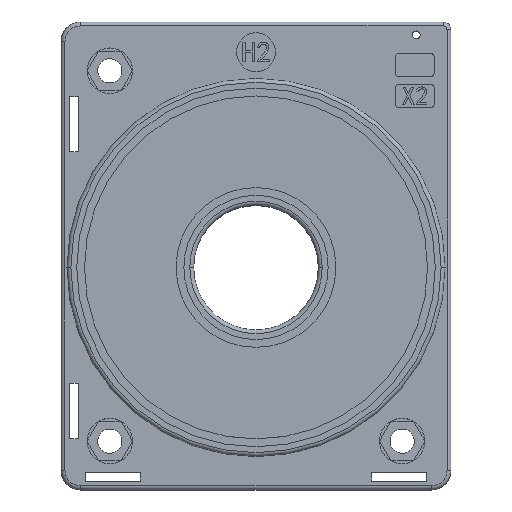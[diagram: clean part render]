
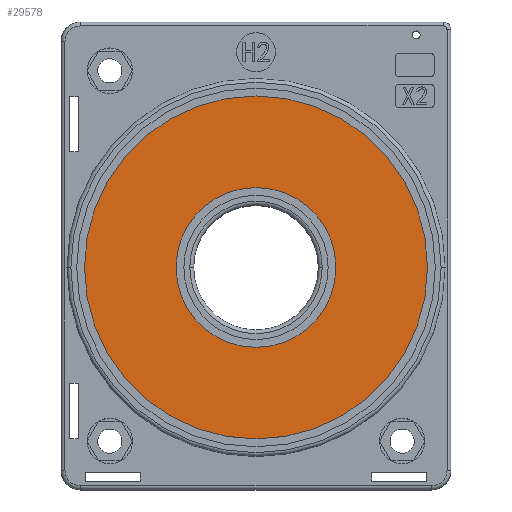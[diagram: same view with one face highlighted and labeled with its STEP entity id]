
A CAD part, top view. The second image highlights one B-rep face of the part: STEP entity #29578.
In plain terms, the highlighted planar face has unit normal (0, 0, 1).
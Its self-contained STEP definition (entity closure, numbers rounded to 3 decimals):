
#713 = CARTESIAN_POINT ( 'NONE',  ( -44., -3., 35. ) ) ;
#1075 = EDGE_CURVE ( 'NONE', #14636, #14499, #4691, .T. ) ;
#1497 = DIRECTION ( 'NONE',  ( 0., -1., 0. ) ) ;
#2039 = EDGE_LOOP ( 'NONE', ( #25182, #21157 ) ) ;
#3745 = EDGE_CURVE ( 'NONE', #25626, #6734, #20273, .T. ) ;
#4239 = CARTESIAN_POINT ( 'NONE',  ( 20.5, -3., 35. ) ) ;
#4691 = CIRCLE ( 'NONE', #26737, 20.5 ) ;
#6734 = VERTEX_POINT ( 'NONE', #713 ) ;
#6919 = DIRECTION ( 'NONE',  ( 0., 0., 1. ) ) ;
#7027 = AXIS2_PLACEMENT_3D ( 'NONE', #11101, #20461, #8791 ) ;
#8791 = DIRECTION ( 'NONE',  ( 1., 0., 0. ) ) ;
#8940 = DIRECTION ( 'NONE',  ( 1., 0., 0. ) ) ;
#9005 = ORIENTED_EDGE ( 'NONE', *, *, #3745, .T. ) ;
#9226 = CARTESIAN_POINT ( 'NONE',  ( 0., -3., 35. ) ) ;
#10554 = CIRCLE ( 'NONE', #27225, 20.5 ) ;
#10582 = CARTESIAN_POINT ( 'NONE',  ( 0., -3., 35. ) ) ;
#10745 = DIRECTION ( 'NONE',  ( 0., 0., 1. ) ) ;
#11101 = CARTESIAN_POINT ( 'NONE',  ( 0., -3., 35. ) ) ;
#11166 = EDGE_CURVE ( 'NONE', #6734, #25626, #25495, .T. ) ;
#11249 = CARTESIAN_POINT ( 'NONE',  ( 0., -3., 35. ) ) ;
#12377 = CARTESIAN_POINT ( 'NONE',  ( 44., -3., 35. ) ) ;
#14499 = VERTEX_POINT ( 'NONE', #4239 ) ;
#14636 = VERTEX_POINT ( 'NONE', #20970 ) ;
#15055 = AXIS2_PLACEMENT_3D ( 'NONE', #16054, #25262, #1497 ) ;
#15387 = ORIENTED_EDGE ( 'NONE', *, *, #11166, .T. ) ;
#15461 = FACE_OUTER_BOUND ( 'NONE', #22984, .T. ) ;
#16054 = CARTESIAN_POINT ( 'NONE',  ( 0., -3., 35. ) ) ;
#16280 = DIRECTION ( 'NONE',  ( 1., 0., 0. ) ) ;
#17758 = PLANE ( 'NONE',  #15055 ) ;
#19120 = AXIS2_PLACEMENT_3D ( 'NONE', #11249, #29947, #8940 ) ;
#19949 = DIRECTION ( 'NONE',  ( 1., 0., 0. ) ) ;
#20273 = CIRCLE ( 'NONE', #7027, 44. ) ;
#20461 = DIRECTION ( 'NONE',  ( 0., 0., 1. ) ) ;
#20970 = CARTESIAN_POINT ( 'NONE',  ( -20.5, -3., 35. ) ) ;
#21157 = ORIENTED_EDGE ( 'NONE', *, *, #1075, .F. ) ;
#22526 = FACE_BOUND ( 'NONE', #2039, .T. ) ;
#22984 = EDGE_LOOP ( 'NONE', ( #9005, #15387 ) ) ;
#23225 = EDGE_CURVE ( 'NONE', #14499, #14636, #10554, .T. ) ;
#25182 = ORIENTED_EDGE ( 'NONE', *, *, #23225, .F. ) ;
#25262 = DIRECTION ( 'NONE',  ( 0., 0., -1. ) ) ;
#25495 = CIRCLE ( 'NONE', #19120, 44. ) ;
#25626 = VERTEX_POINT ( 'NONE', #12377 ) ;
#26737 = AXIS2_PLACEMENT_3D ( 'NONE', #9226, #6919, #16280 ) ;
#27225 = AXIS2_PLACEMENT_3D ( 'NONE', #10582, #10745, #19949 ) ;
#29578 = ADVANCED_FACE ( 'NONE', ( #22526, #15461 ), #17758, .F. ) ;
#29947 = DIRECTION ( 'NONE',  ( 0., 0., 1. ) ) ;
